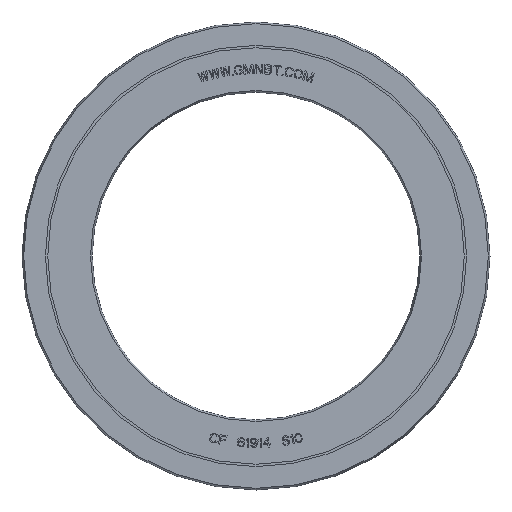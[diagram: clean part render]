
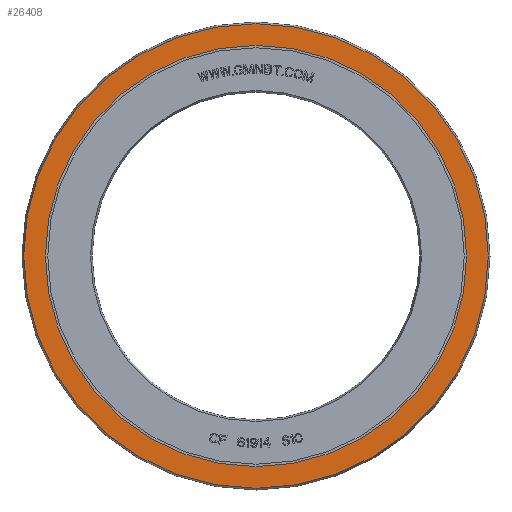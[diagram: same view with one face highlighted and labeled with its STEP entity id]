
A CAD part, front view. The second image highlights one B-rep face of the part: STEP entity #26408.
In plain terms, the highlighted planar face has unit normal (0, -1, 0).
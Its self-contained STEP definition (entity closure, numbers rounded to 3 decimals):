
#25927=CARTESIAN_POINT('',(0.,-3.,0.));
#25928=DIRECTION('',(0.,1.,0.));
#25929=DIRECTION('',(0.,0.,-1.));
#25930=AXIS2_PLACEMENT_3D('',#25927,#25928,#25929);
#25935=CARTESIAN_POINT('',(0.,-3.,0.));
#25936=DIRECTION('',(0.,-1.,0.));
#25937=DIRECTION('',(0.,0.,-1.));
#25938=AXIS2_PLACEMENT_3D('',#25935,#25936,#25937);
#25943=CARTESIAN_POINT('',(0.,-3.,0.));
#25944=DIRECTION('',(0.,-1.,0.));
#25945=DIRECTION('',(0.,0.,-1.));
#25946=AXIS2_PLACEMENT_3D('',#25943,#25944,#25945);
#25965=CARTESIAN_POINT('',(0.,-3.,0.));
#25966=DIRECTION('',(0.,1.,0.));
#25967=DIRECTION('',(0.,0.,-1.));
#25968=AXIS2_PLACEMENT_3D('',#25965,#25966,#25967);
#26004=CARTESIAN_POINT('',(0.,-3.,-45.));
#26006=VERTEX_POINT('',#26004);
#26007=CARTESIAN_POINT('',(0.,-3.,-49.636));
#26009=VERTEX_POINT('',#26007);
#26020=CARTESIAN_POINT('',(0.,-3.,45.));
#26022=VERTEX_POINT('',#26020);
#26023=CARTESIAN_POINT('',(0.,-3.,49.636));
#26025=VERTEX_POINT('',#26023);
#26393=CARTESIAN_POINT('',(0.,-3.,0.));
#26394=DIRECTION('',(0.,-1.,0.));
#26395=DIRECTION('',(0.,0.,1.));
#26396=AXIS2_PLACEMENT_3D('',#26393,#26394,#26395);
#26397=PLANE('',#26396);
#26399=ORIENTED_EDGE('',*,*,#26398,.F.);
#26401=ORIENTED_EDGE('',*,*,#26400,.T.);
#26402=EDGE_LOOP('',(#26399,#26401));
#26403=FACE_OUTER_BOUND('',#26402,.F.);
#26404=ORIENTED_EDGE('',*,*,#26386,.F.);
#26405=ORIENTED_EDGE('',*,*,#26375,.T.);
#26406=EDGE_LOOP('',(#26404,#26405));
#26407=FACE_BOUND('',#26406,.F.);
#25931=CIRCLE('',#25930,45.);
#25939=CIRCLE('',#25938,45.);
#25947=CIRCLE('',#25946,49.636);
#25969=CIRCLE('',#25968,49.636);
#26375=EDGE_CURVE('',#26006,#26022,#25939,.T.);
#26386=EDGE_CURVE('',#26006,#26022,#25931,.T.);
#26398=EDGE_CURVE('',#26009,#26025,#25947,.T.);
#26400=EDGE_CURVE('',#26009,#26025,#25969,.T.);
#26408=ADVANCED_FACE('',(#26403,#26407),#26397,.T.);
